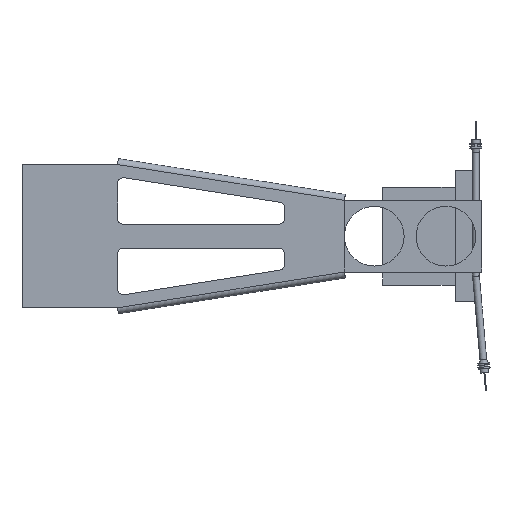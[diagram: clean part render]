
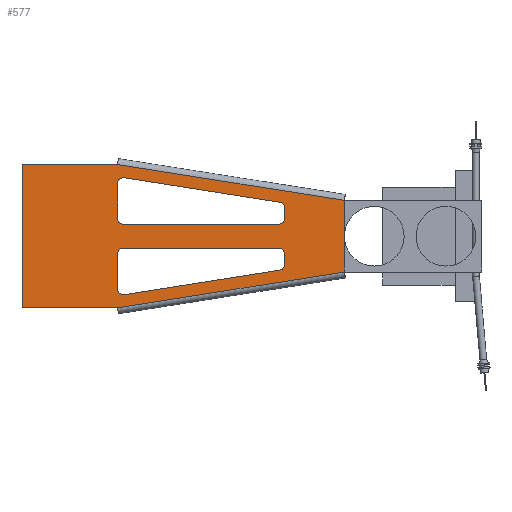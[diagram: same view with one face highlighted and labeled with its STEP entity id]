
A CAD part, left-side view. The second image highlights one B-rep face of the part: STEP entity #577.
In plain terms, the highlighted planar face has unit normal (-1, 0, 0).
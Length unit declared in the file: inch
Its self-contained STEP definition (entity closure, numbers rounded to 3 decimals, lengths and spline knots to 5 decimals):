
#2=DIRECTION('',(0.,-0.988,-0.156));
#3=VECTOR('',#2,4.80885);
#4=CARTESIAN_POINT('',(0.,4.,1.5));
#5=LINE('',#4,#3);
#6=DIRECTION('',(0.,0.,-1.));
#7=VECTOR('',#6,1.5);
#8=CARTESIAN_POINT('',(0.,-0.75,0.75));
#9=LINE('',#8,#7);
#10=DIRECTION('',(0.,-0.988,0.156));
#11=VECTOR('',#10,4.80885);
#12=CARTESIAN_POINT('',(0.,4.,-1.5));
#13=LINE('',#12,#11);
#14=DIRECTION('',(0.,1.,0.));
#15=VECTOR('',#14,2.);
#16=CARTESIAN_POINT('',(0.,4.,-1.5));
#17=LINE('',#16,#15);
#18=DIRECTION('',(0.,0.,1.));
#19=VECTOR('',#18,3.);
#20=CARTESIAN_POINT('',(0.,6.,-1.5));
#21=LINE('',#20,#19);
#22=DIRECTION('',(0.,-1.,0.));
#23=VECTOR('',#22,2.);
#24=CARTESIAN_POINT('',(0.,6.,1.5));
#25=LINE('',#24,#23);
#26=CARTESIAN_POINT('',(0.,3.875,-0.375));
#27=DIRECTION('',(1.,0.,0.));
#28=DIRECTION('',(0.,1.,0.));
#29=AXIS2_PLACEMENT_3D('',#26,#27,#28);
#31=DIRECTION('',(0.,0.,1.));
#32=VECTOR('',#31,0.72562);
#33=CARTESIAN_POINT('',(0.,4.,-1.10062));
#34=LINE('',#33,#32);
#35=CARTESIAN_POINT('',(0.,3.875,-1.10062));
#36=DIRECTION('',(1.,0.,0.));
#37=DIRECTION('',(0.,-0.156,-0.988));
#38=AXIS2_PLACEMENT_3D('',#35,#36,#37);
#40=DIRECTION('',(0.,0.988,-0.156));
#41=VECTOR('',#40,3.29026);
#42=CARTESIAN_POINT('',(0.,0.6055,-0.71093));
#43=LINE('',#42,#41);
#44=CARTESIAN_POINT('',(0.,0.625,-0.58746));
#45=DIRECTION('',(1.,0.,0.));
#46=DIRECTION('',(0.,-1.,0.));
#47=AXIS2_PLACEMENT_3D('',#44,#45,#46);
#49=DIRECTION('',(0.,0.,-1.));
#50=VECTOR('',#49,0.21246);
#51=CARTESIAN_POINT('',(0.,0.5,-0.375));
#52=LINE('',#51,#50);
#53=CARTESIAN_POINT('',(0.,0.625,-0.375));
#54=DIRECTION('',(1.,0.,0.));
#55=DIRECTION('',(0.,0.,1.));
#56=AXIS2_PLACEMENT_3D('',#53,#54,#55);
#58=DIRECTION('',(0.,-1.,0.));
#59=VECTOR('',#58,3.25);
#60=CARTESIAN_POINT('',(0.,3.875,-0.25));
#61=LINE('',#60,#59);
#62=CARTESIAN_POINT('',(0.,3.875,0.375));
#63=DIRECTION('',(-1.,0.,0.));
#64=DIRECTION('',(0.,1.,0.));
#65=AXIS2_PLACEMENT_3D('',#62,#63,#64);
#67=DIRECTION('',(0.,-1.,0.));
#68=VECTOR('',#67,3.25);
#69=CARTESIAN_POINT('',(0.,3.875,0.25));
#70=LINE('',#69,#68);
#71=CARTESIAN_POINT('',(0.,0.625,0.375));
#72=DIRECTION('',(-1.,0.,0.));
#73=DIRECTION('',(0.,0.,-1.));
#74=AXIS2_PLACEMENT_3D('',#71,#72,#73);
#76=DIRECTION('',(0.,0.,1.));
#77=VECTOR('',#76,0.21246);
#78=CARTESIAN_POINT('',(0.,0.5,0.375));
#79=LINE('',#78,#77);
#80=CARTESIAN_POINT('',(0.,0.625,0.58746));
#81=DIRECTION('',(-1.,0.,0.));
#82=DIRECTION('',(0.,-1.,0.));
#83=AXIS2_PLACEMENT_3D('',#80,#81,#82);
#85=DIRECTION('',(0.,0.988,0.156));
#86=VECTOR('',#85,3.29026);
#87=CARTESIAN_POINT('',(0.,0.6055,0.71093));
#88=LINE('',#87,#86);
#89=CARTESIAN_POINT('',(0.,3.875,1.10062));
#90=DIRECTION('',(-1.,0.,0.));
#91=DIRECTION('',(0.,-0.156,0.988));
#92=AXIS2_PLACEMENT_3D('',#89,#90,#91);
#94=DIRECTION('',(0.,0.,-1.));
#95=VECTOR('',#94,0.72562);
#96=CARTESIAN_POINT('',(0.,4.,1.10062));
#97=LINE('',#96,#95);
#402=CARTESIAN_POINT('',(0.,6.,-1.5));
#403=CARTESIAN_POINT('',(0.,6.,1.5));
#404=VERTEX_POINT('',#402);
#405=VERTEX_POINT('',#403);
#426=CARTESIAN_POINT('',(0.,4.,-1.5));
#427=CARTESIAN_POINT('',(0.,-0.75,-0.75));
#428=VERTEX_POINT('',#426);
#429=VERTEX_POINT('',#427);
#450=CARTESIAN_POINT('',(0.,4.,1.5));
#451=CARTESIAN_POINT('',(0.,-0.75,0.75));
#452=VERTEX_POINT('',#450);
#453=VERTEX_POINT('',#451);
#458=CARTESIAN_POINT('',(0.,4.,-0.375));
#459=CARTESIAN_POINT('',(0.,3.875,-0.25));
#460=VERTEX_POINT('',#458);
#461=VERTEX_POINT('',#459);
#462=CARTESIAN_POINT('',(0.,0.625,-0.25));
#463=VERTEX_POINT('',#462);
#464=CARTESIAN_POINT('',(0.,0.5,-0.375));
#465=VERTEX_POINT('',#464);
#466=CARTESIAN_POINT('',(0.,0.5,-0.58746));
#467=VERTEX_POINT('',#466);
#468=CARTESIAN_POINT('',(0.,0.6055,-0.71093));
#469=VERTEX_POINT('',#468);
#470=CARTESIAN_POINT('',(0.,3.8555,-1.22409));
#471=VERTEX_POINT('',#470);
#472=CARTESIAN_POINT('',(0.,4.,-1.10062));
#473=VERTEX_POINT('',#472);
#490=CARTESIAN_POINT('',(0.,4.,0.375));
#491=CARTESIAN_POINT('',(0.,3.875,0.25));
#492=VERTEX_POINT('',#490);
#493=VERTEX_POINT('',#491);
#494=CARTESIAN_POINT('',(0.,0.625,0.25));
#495=VERTEX_POINT('',#494);
#496=CARTESIAN_POINT('',(0.,0.5,0.375));
#497=VERTEX_POINT('',#496);
#498=CARTESIAN_POINT('',(0.,0.5,0.58746));
#499=VERTEX_POINT('',#498);
#500=CARTESIAN_POINT('',(0.,0.6055,0.71093));
#501=VERTEX_POINT('',#500);
#502=CARTESIAN_POINT('',(0.,3.8555,1.22409));
#503=VERTEX_POINT('',#502);
#504=CARTESIAN_POINT('',(0.,4.,1.10062));
#505=VERTEX_POINT('',#504);
#522=CARTESIAN_POINT('',(0.,0.,0.));
#523=DIRECTION('',(1.,0.,0.));
#524=DIRECTION('',(0.,0.,-1.));
#525=AXIS2_PLACEMENT_3D('',#522,#523,#524);
#526=PLANE('',#525);
#528=ORIENTED_EDGE('',*,*,#527,.T.);
#530=ORIENTED_EDGE('',*,*,#529,.T.);
#532=ORIENTED_EDGE('',*,*,#531,.F.);
#534=ORIENTED_EDGE('',*,*,#533,.T.);
#536=ORIENTED_EDGE('',*,*,#535,.T.);
#538=ORIENTED_EDGE('',*,*,#537,.T.);
#539=EDGE_LOOP('',(#528,#530,#532,#534,#536,#538));
#540=FACE_OUTER_BOUND('',#539,.F.);
#542=ORIENTED_EDGE('',*,*,#541,.F.);
#544=ORIENTED_EDGE('',*,*,#543,.F.);
#546=ORIENTED_EDGE('',*,*,#545,.F.);
#548=ORIENTED_EDGE('',*,*,#547,.F.);
#550=ORIENTED_EDGE('',*,*,#549,.F.);
#552=ORIENTED_EDGE('',*,*,#551,.F.);
#554=ORIENTED_EDGE('',*,*,#553,.F.);
#556=ORIENTED_EDGE('',*,*,#555,.F.);
#557=EDGE_LOOP('',(#542,#544,#546,#548,#550,#552,#554,#556));
#558=FACE_BOUND('',#557,.F.);
#560=ORIENTED_EDGE('',*,*,#559,.T.);
#562=ORIENTED_EDGE('',*,*,#561,.T.);
#564=ORIENTED_EDGE('',*,*,#563,.T.);
#566=ORIENTED_EDGE('',*,*,#565,.T.);
#568=ORIENTED_EDGE('',*,*,#567,.T.);
#570=ORIENTED_EDGE('',*,*,#569,.T.);
#572=ORIENTED_EDGE('',*,*,#571,.T.);
#574=ORIENTED_EDGE('',*,*,#573,.T.);
#575=EDGE_LOOP('',(#560,#562,#564,#566,#568,#570,#572,#574));
#576=FACE_BOUND('',#575,.F.);
#577=ADVANCED_FACE('',(#540,#558,#576),#526,.F.);
#30=CIRCLE('',#29,0.125);
#39=CIRCLE('',#38,0.125);
#48=CIRCLE('',#47,0.125);
#57=CIRCLE('',#56,0.125);
#66=CIRCLE('',#65,0.125);
#75=CIRCLE('',#74,0.125);
#84=CIRCLE('',#83,0.125);
#93=CIRCLE('',#92,0.125);
#527=EDGE_CURVE('',#452,#453,#5,.T.);
#529=EDGE_CURVE('',#453,#429,#9,.T.);
#531=EDGE_CURVE('',#428,#429,#13,.T.);
#533=EDGE_CURVE('',#428,#404,#17,.T.);
#535=EDGE_CURVE('',#404,#405,#21,.T.);
#537=EDGE_CURVE('',#405,#452,#25,.T.);
#541=EDGE_CURVE('',#460,#461,#30,.T.);
#543=EDGE_CURVE('',#473,#460,#34,.T.);
#545=EDGE_CURVE('',#471,#473,#39,.T.);
#547=EDGE_CURVE('',#469,#471,#43,.T.);
#549=EDGE_CURVE('',#467,#469,#48,.T.);
#551=EDGE_CURVE('',#465,#467,#52,.T.);
#553=EDGE_CURVE('',#463,#465,#57,.T.);
#555=EDGE_CURVE('',#461,#463,#61,.T.);
#559=EDGE_CURVE('',#492,#493,#66,.T.);
#561=EDGE_CURVE('',#493,#495,#70,.T.);
#563=EDGE_CURVE('',#495,#497,#75,.T.);
#565=EDGE_CURVE('',#497,#499,#79,.T.);
#567=EDGE_CURVE('',#499,#501,#84,.T.);
#569=EDGE_CURVE('',#501,#503,#88,.T.);
#571=EDGE_CURVE('',#503,#505,#93,.T.);
#573=EDGE_CURVE('',#505,#492,#97,.T.);
